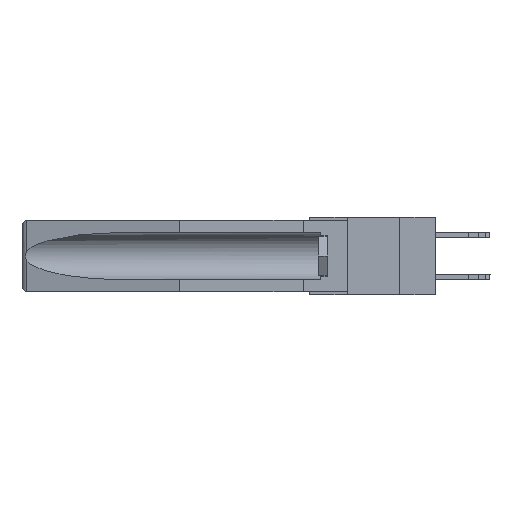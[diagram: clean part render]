
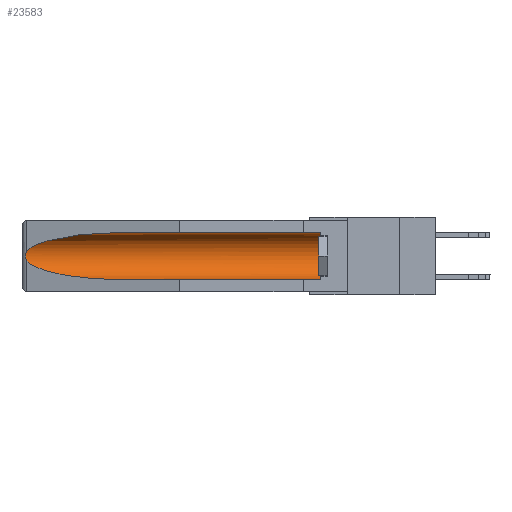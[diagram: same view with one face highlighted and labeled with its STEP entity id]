
A CAD part, left-side view. The second image highlights one B-rep face of the part: STEP entity #23583.
In plain terms, the highlighted cylindrical face has radius 2.857 mm (diameter 5.715 mm), a partial arc.
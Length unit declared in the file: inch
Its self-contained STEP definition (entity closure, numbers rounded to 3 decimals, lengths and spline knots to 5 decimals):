
#229 = EDGE_CURVE ( 'NONE', #968, #19461, #13050, .T. ) ;
#325 = CARTESIAN_POINT ( 'NONE',  ( 0.2675, 1.53308, -0.17534 ) ) ;
#968 = VERTEX_POINT ( 'NONE', #1759 ) ;
#1217 = CARTESIAN_POINT ( 'NONE',  ( 0.25451, 1.48313, -0.09465 ) ) ;
#1468 = EDGE_CURVE ( 'NONE', #8813, #8439, #7735, .T. ) ;
#1759 = CARTESIAN_POINT ( 'NONE',  ( 0.155, 0.126, -0.284 ) ) ;
#1875 = EDGE_CURVE ( 'NONE', #8439, #21421, #14165, .T. ) ;
#2151 = CARTESIAN_POINT ( 'NONE',  ( 0.155, 1.07973, -0.284 ) ) ;
#3194 = VECTOR ( 'NONE', #17590, 39.37008 ) ;
#3259 = CARTESIAN_POINT ( 'NONE',  ( 0.21114, 1.30732, -0.059 ) ) ;
#3870 = CARTESIAN_POINT ( 'NONE',  ( 0.155, -0.30754, -0.284 ) ) ;
#3982 = CARTESIAN_POINT ( 'NONE',  ( 0.2675, 1.53308, -0.16763 ) ) ;
#4122 = EDGE_LOOP ( 'NONE', ( #17560, #12828, #11945, #10190, #10388, #5733 ) ) ;
#4619 = CARTESIAN_POINT ( 'NONE',  ( 0.26537, 1.52718, -0.19328 ) ) ;
#5733 = ORIENTED_EDGE ( 'NONE', *, *, #1468, .T. ) ;
#5900 = CARTESIAN_POINT ( 'NONE',  ( 0.26597, 1.52961, -0.15275 ) ) ;
#6297 = CARTESIAN_POINT ( 'NONE',  ( 0.155, -0.30754, -0.059 ) ) ;
#6840 = DIRECTION ( 'NONE',  ( 0., 1., 0. ) ) ;
#7123 = CARTESIAN_POINT ( 'NONE',  ( 0.26537, 1.52718, -0.14972 ) ) ;
#7133 = FACE_OUTER_BOUND ( 'NONE', #4122, .T. ) ;
#7136 = CARTESIAN_POINT ( 'NONE',  ( 0.21114, 1.30732, -0.284 ) ) ;
#7735 = LINE ( 'NONE', #6297, #24012 ) ;
#8439 = VERTEX_POINT ( 'NONE', #24676 ) ;
#8813 = VERTEX_POINT ( 'NONE', #19759 ) ;
#8935 = EDGE_CURVE ( 'NONE', #21421, #22623, #24057, .T. ) ;
#10190 = ORIENTED_EDGE ( 'NONE', *, *, #229, .F. ) ;
#10388 = ORIENTED_EDGE ( 'NONE', *, *, #21257, .T. ) ;
#11945 = ORIENTED_EDGE ( 'NONE', *, *, #16880, .T. ) ;
#12695 = AXIS2_PLACEMENT_3D ( 'NONE', #14748, #6840, #20599 ) ;
#12722 = DIRECTION ( 'NONE',  ( 0., -1., 0. ) ) ;
#12828 = ORIENTED_EDGE ( 'NONE', *, *, #8935, .T. ) ;
#13050 = LINE ( 'NONE', #3870, #3194 ) ;
#13308 = CYLINDRICAL_SURFACE ( 'NONE', #12695, 0.1125 ) ;
#13384 =( BOUNDED_CURVE ( )  B_SPLINE_CURVE ( 3, ( #14870, #24806, #7136, #20872 ),
 .UNSPECIFIED., .F., .F. ) 
 B_SPLINE_CURVE_WITH_KNOTS ( ( 4, 4 ),
 ( 0.1948, 1.5708 ),
 .UNSPECIFIED. ) 
 CURVE ( )  GEOMETRIC_REPRESENTATION_ITEM ( )  RATIONAL_B_SPLINE_CURVE ( ( 1., 0.848, 0.848, 1. ) ) 
 REPRESENTATION_ITEM ( '' )  );
#14165 =( BOUNDED_CURVE ( )  B_SPLINE_CURVE ( 3, ( #17245, #3259, #1217, #7123 ),
 .UNSPECIFIED., .F., .F. ) 
 B_SPLINE_CURVE_WITH_KNOTS ( ( 4, 4 ),
 ( 4.71239, 6.08839 ),
 .UNSPECIFIED. ) 
 CURVE ( )  GEOMETRIC_REPRESENTATION_ITEM ( )  RATIONAL_B_SPLINE_CURVE ( ( 1., 0.848, 0.848, 1. ) ) 
 REPRESENTATION_ITEM ( '' )  );
#14731 = CARTESIAN_POINT ( 'NONE',  ( 0.2673, 1.53269, -0.17917 ) ) ;
#14748 = CARTESIAN_POINT ( 'NONE',  ( 0.155, -0.30754, -0.1715 ) ) ;
#14870 = CARTESIAN_POINT ( 'NONE',  ( 0.26537, 1.52718, -0.19328 ) ) ;
#15362 = CARTESIAN_POINT ( 'NONE',  ( 0.26537, 1.52718, -0.19328 ) ) ;
#16880 = EDGE_CURVE ( 'NONE', #22623, #19461, #13384, .T. ) ;
#17245 = CARTESIAN_POINT ( 'NONE',  ( 0.155, 1.07973, -0.059 ) ) ;
#17372 = AXIS2_PLACEMENT_3D ( 'NONE', #22454, #12722, #22539 ) ;
#17560 = ORIENTED_EDGE ( 'NONE', *, *, #1875, .T. ) ;
#17590 = DIRECTION ( 'NONE',  ( 0., 1., 0. ) ) ;
#18449 = CIRCLE ( 'NONE', #17372, 0.1125 ) ;
#18625 = CARTESIAN_POINT ( 'NONE',  ( 0.26655, 1.53094, -0.18657 ) ) ;
#19092 = CARTESIAN_POINT ( 'NONE',  ( 0.2673, 1.5327, -0.16383 ) ) ;
#19461 = VERTEX_POINT ( 'NONE', #2151 ) ;
#19759 = CARTESIAN_POINT ( 'NONE',  ( 0.155, 0.126, -0.059 ) ) ;
#20599 = DIRECTION ( 'NONE',  ( 0., 0., 1. ) ) ;
#20872 = CARTESIAN_POINT ( 'NONE',  ( 0.155, 1.07973, -0.284 ) ) ;
#21257 = EDGE_CURVE ( 'NONE', #968, #8813, #18449, .T. ) ;
#21294 = CARTESIAN_POINT ( 'NONE',  ( 0.26597, 1.5296, -0.19026 ) ) ;
#21421 = VERTEX_POINT ( 'NONE', #24149 ) ;
#22454 = CARTESIAN_POINT ( 'NONE',  ( 0.155, 0.126, -0.1715 ) ) ;
#22539 = DIRECTION ( 'NONE',  ( 0., 0., 1. ) ) ;
#22623 = VERTEX_POINT ( 'NONE', #4619 ) ;
#23583 = ADVANCED_FACE ( 'NONE', ( #7133 ), #13308, .F. ) ;
#24012 = VECTOR ( 'NONE', #24136, 39.37008 ) ;
#24057 = B_SPLINE_CURVE_WITH_KNOTS ( 'NONE', 3,
 ( #24933, #5900, #24567, #19092, #3982, #325, #14731, #18625, #21294, #15362 ),
 .UNSPECIFIED., .F., .F.,
 ( 4, 2, 2, 2, 4 ),
 ( 0., 0.00029, 0.00058, 0.00087, 0.00117 ),
 .UNSPECIFIED. ) ;
#24136 = DIRECTION ( 'NONE',  ( 0., 1., 0. ) ) ;
#24149 = CARTESIAN_POINT ( 'NONE',  ( 0.26537, 1.52718, -0.14972 ) ) ;
#24567 = CARTESIAN_POINT ( 'NONE',  ( 0.26654, 1.53092, -0.15636 ) ) ;
#24676 = CARTESIAN_POINT ( 'NONE',  ( 0.155, 1.07973, -0.059 ) ) ;
#24806 = CARTESIAN_POINT ( 'NONE',  ( 0.25451, 1.48313, -0.24835 ) ) ;
#24933 = CARTESIAN_POINT ( 'NONE',  ( 0.26537, 1.52718, -0.14972 ) ) ;
